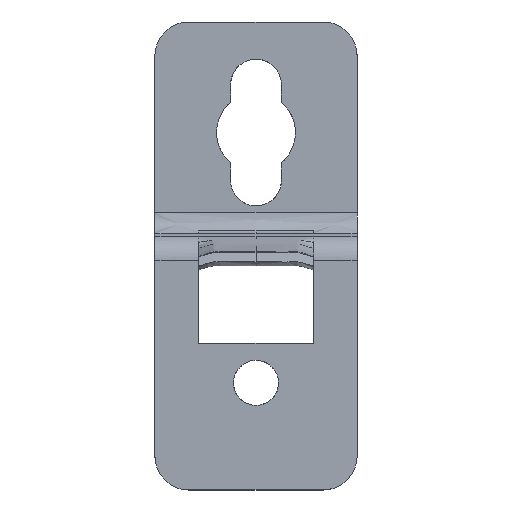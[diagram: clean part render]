
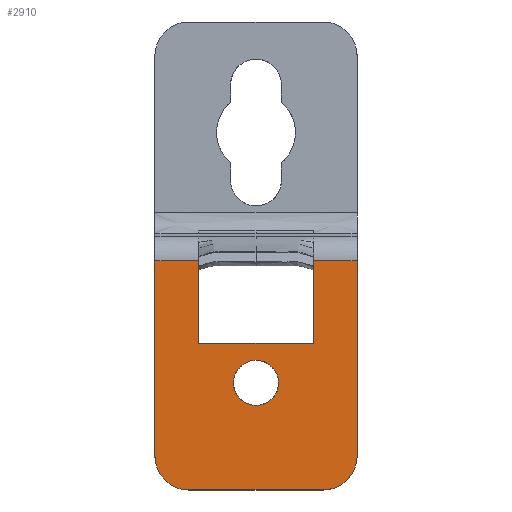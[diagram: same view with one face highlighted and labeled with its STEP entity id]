
A CAD part, top view. The second image highlights one B-rep face of the part: STEP entity #2910.
In plain terms, the highlighted free-form (B-spline) face has degree [1, 1] with [2, 2] control points.
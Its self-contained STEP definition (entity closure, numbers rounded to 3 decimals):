
#664=CARTESIAN_POINT('V13',(0.,-40.4,
   10.));
#665=VERTEX_POINT('V13',#664);
#673=CARTESIAN_POINT('E13',(0.,-40.4,
   10.));
#674=CARTESIAN_POINT('E13',(6.928,-40.4,
   10.));
#675=CARTESIAN_POINT('E13',(3.464,-46.4,
   10.));
#676=CARTESIAN_POINT('E13',(0.,-52.4,
   10.));
#677=CARTESIAN_POINT('E13',(-3.464,-46.4,
   10.));
#678=CARTESIAN_POINT('E13',(-6.928,-40.4,
   10.));
#679=CARTESIAN_POINT('E13',(0.,-40.4,
   10.));
#687=(BOUNDED_CURVE()B_SPLINE_CURVE(2,(#673,#674,#675,#676,#677,
   #678,#679),.CIRCULAR_ARC.,.T.,.U.)B_SPLINE_CURVE_WITH_KNOTS((3,
   2,2,3),(0.0,4.619,9.238,
   13.856),.UNSPECIFIED.)CURVE()
   GEOMETRIC_REPRESENTATION_ITEM()RATIONAL_B_SPLINE_CURVE((1.0,
   0.5,1.0,0.5,1.0,0.5,1.0)
   )REPRESENTATION_ITEM('E13'));
#688=EDGE_CURVE('E13',#665,#665,#687,.T.);
#727=CARTESIAN_POINT('V8',(-10.175,-22.991,
   10.0));
#728=VERTEX_POINT('V8',#727);
#735=CARTESIAN_POINT('V7',(-10.175,-37.4,
   10.));
#736=VERTEX_POINT('V7',#735);
#737=CARTESIAN_POINT('E7',(-10.175,-37.4,
   10.));
#738=CARTESIAN_POINT('E7',(-10.175,-22.991,
   10.0));
#739=B_SPLINE_CURVE_WITH_KNOTS('E7',1,(#737,#738),.POLYLINE_FORM.,
   .F.,.U.,(2,2),(3.355,5.214),
   .UNSPECIFIED.);
#740=EDGE_CURVE('E7',#736,#728,#739,.T.);
#777=CARTESIAN_POINT('V6',(10.175,-37.4,
   10.));
#778=VERTEX_POINT('V6',#777);
#792=CARTESIAN_POINT('E6',(10.175,-37.4,
   10.));
#793=CARTESIAN_POINT('E6',(-10.175,-37.4,
   10.));
#794=QUASI_UNIFORM_CURVE('E6',1,(#792,#793),.POLYLINE_FORM.,.F.,.U.
   );
#795=EDGE_CURVE('E6',#778,#736,#794,.T.);
#828=CARTESIAN_POINT('V5',(10.175,-22.991,
   10.0));
#829=VERTEX_POINT('V5',#828);
#830=CARTESIAN_POINT('E5',(10.175,-22.991,
   10.0));
#831=CARTESIAN_POINT('E5',(10.175,-37.4,
   10.));
#832=B_SPLINE_CURVE_WITH_KNOTS('E5',1,(#830,#831),.POLYLINE_FORM.,
   .F.,.U.,(2,2),(3.355,5.214),
   .UNSPECIFIED.);
#833=EDGE_CURVE('E5',#829,#778,#832,.T.);
#1820=CARTESIAN_POINT('V9',(-10.175,-22.782,
   10.0));
#1821=VERTEX_POINT('V9',#1820);
#1835=CARTESIAN_POINT('E8',(-10.175,-22.991,
   10.0));
#1836=CARTESIAN_POINT('E8',(-10.175,-22.782,
   10.0));
#1837=B_SPLINE_CURVE_WITH_KNOTS('E8',1,(#1835,#1836),.POLYLINE_FORM.,
   .F.,.U.,(2,2),(5.214,5.241),
   .UNSPECIFIED.);
#1838=EDGE_CURVE('E8',#728,#1821,#1837,.T.);
#1880=CARTESIAN_POINT('V10',(-17.925,-22.782,
   10.0));
#1881=VERTEX_POINT('V10',#1880);
#1895=CARTESIAN_POINT('E9',(-10.175,-22.782,
   10.0));
#1896=CARTESIAN_POINT('E9',(-17.925,-22.782,
   10.0));
#1897=QUASI_UNIFORM_CURVE('E9',1,(#1895,#1896),.POLYLINE_FORM.,.F.,
   .U.);
#1898=EDGE_CURVE('E9',#1821,#1881,#1897,.T.);
#2364=CARTESIAN_POINT('V1',(11.925,-63.4,
   10.));
#2365=VERTEX_POINT('V1',#2364);
#2371=CARTESIAN_POINT('V12',(-11.925,-63.4,
   10.));
#2372=VERTEX_POINT('V12',#2371);
#2373=CARTESIAN_POINT('E12',(11.925,-63.4,
   10.));
#2374=CARTESIAN_POINT('E12',(-11.925,-63.4,
   10.));
#2375=QUASI_UNIFORM_CURVE('E12',1,(#2373,#2374),.POLYLINE_FORM.,.F.,
   .U.);
#2376=EDGE_CURVE('E12',#2365,#2372,#2375,.T.);
#2464=CARTESIAN_POINT('V11',(-17.925,-57.4,
   10.));
#2465=VERTEX_POINT('V11',#2464);
#2466=CARTESIAN_POINT('E11',(-17.925,-57.4,
   10.));
#2467=CARTESIAN_POINT('E11',(-17.925,-63.4,
   10.));
#2468=CARTESIAN_POINT('E11',(-11.925,-63.4,
   10.));
#2476=(BOUNDED_CURVE()B_SPLINE_CURVE(2,(#2466,#2467,#2468),
   .CIRCULAR_ARC.,.F.,.U.)B_SPLINE_CURVE_WITH_KNOTS((3,3),(0.0,
   3.77),.UNSPECIFIED.)CURVE()
   GEOMETRIC_REPRESENTATION_ITEM()RATIONAL_B_SPLINE_CURVE((1.0,
   0.707,1.0))REPRESENTATION_ITEM('E11'));
#2477=EDGE_CURVE('E11',#2465,#2372,#2476,.T.);
#2495=CARTESIAN_POINT('E10',(-17.925,-22.782,
   10.0));
#2496=CARTESIAN_POINT('E10',(-17.925,-57.4,
   10.));
#2497=B_SPLINE_CURVE_WITH_KNOTS('E10',1,(#2495,#2496),
   .POLYLINE_FORM.,.F.,.U.,(2,2),(0.0,4.467),
   .UNSPECIFIED.);
#2498=EDGE_CURVE('E10',#1881,#2465,#2497,.T.);
#2800=CARTESIAN_POINT('V4',(10.175,-22.782,
   10.0));
#2801=VERTEX_POINT('V4',#2800);
#2802=CARTESIAN_POINT('E4',(10.175,-22.782,
   10.0));
#2803=CARTESIAN_POINT('E4',(10.175,-22.991,
   10.0));
#2804=B_SPLINE_CURVE_WITH_KNOTS('E4',1,(#2802,#2803),.POLYLINE_FORM.,
   .F.,.U.,(2,2),(5.214,5.241),
   .UNSPECIFIED.);
#2805=EDGE_CURVE('E4',#2801,#829,#2804,.T.);
#2844=CARTESIAN_POINT('V3',(17.925,-22.782,
   10.0));
#2845=VERTEX_POINT('V3',#2844);
#2846=CARTESIAN_POINT('E3',(17.925,-22.782,
   10.0));
#2847=CARTESIAN_POINT('E3',(10.175,-22.782,
   10.0));
#2848=QUASI_UNIFORM_CURVE('E3',1,(#2846,#2847),.POLYLINE_FORM.,.F.,
   .U.);
#2849=EDGE_CURVE('E3',#2845,#2801,#2848,.T.);
#2870=CARTESIAN_POINT('F1',(18.125,-63.6,
   10.));
#2871=CARTESIAN_POINT('F1',(18.125,-22.582,
   10.0));
#2872=CARTESIAN_POINT('F1',(-18.125,-63.6,
   10.));
#2873=CARTESIAN_POINT('F1',(-18.125,-22.582,
   10.0));
#2874=B_SPLINE_SURFACE_WITH_KNOTS('F1',1,1,((#2870,#2872),(#2871,
   #2873)),.PLANE_SURF.,.F.,.F.,.U.,(2,2),(2,2),(0.0,
   1.132),(0.0,1.0),.UNSPECIFIED.);
#2875=CARTESIAN_POINT('V2',(17.925,-57.4,
   10.));
#2876=VERTEX_POINT('V2',#2875);
#2877=CARTESIAN_POINT('E1',(11.925,-63.4,
   10.));
#2878=CARTESIAN_POINT('E1',(17.925,-63.4,
   10.));
#2879=CARTESIAN_POINT('E1',(17.925,-57.4,
   10.));
#2887=(BOUNDED_CURVE()B_SPLINE_CURVE(2,(#2877,#2878,#2879),
   .CIRCULAR_ARC.,.F.,.U.)B_SPLINE_CURVE_WITH_KNOTS((3,3),(0.0,
   3.77),.UNSPECIFIED.)CURVE()
   GEOMETRIC_REPRESENTATION_ITEM()RATIONAL_B_SPLINE_CURVE((1.0,
   0.707,1.0))REPRESENTATION_ITEM('E1'));
#2888=EDGE_CURVE('E1',#2365,#2876,#2887,.T.);
#2889=ORIENTED_EDGE('E1',*,*,#2888,.T.);
#2890=CARTESIAN_POINT('E2',(17.925,-57.4,
   10.));
#2891=CARTESIAN_POINT('E2',(17.925,-22.782,
   10.0));
#2892=B_SPLINE_CURVE_WITH_KNOTS('E2',1,(#2890,#2891),.POLYLINE_FORM.,
   .F.,.U.,(2,2),(0.0,4.467),.UNSPECIFIED.);
#2893=EDGE_CURVE('E2',#2876,#2845,#2892,.T.);
#2894=ORIENTED_EDGE('E2',*,*,#2893,.T.);
#2895=ORIENTED_EDGE('E3',*,*,#2849,.T.);
#2896=ORIENTED_EDGE('E4',*,*,#2805,.T.);
#2897=ORIENTED_EDGE('E5',*,*,#833,.T.);
#2898=ORIENTED_EDGE('F48',*,*,#795,.T.);
#2899=ORIENTED_EDGE('E7',*,*,#740,.T.);
#2900=ORIENTED_EDGE('F6',*,*,#1838,.T.);
#2901=ORIENTED_EDGE('F9',*,*,#1898,.T.);
#2902=ORIENTED_EDGE('E10',*,*,#2498,.T.);
#2903=ORIENTED_EDGE('E11',*,*,#2477,.T.);
#2904=ORIENTED_EDGE('E12',*,*,#2376,.F.);
#2905=EDGE_LOOP('F1',(#2889,#2894,#2895,#2896,#2897,#2898,#2899,
   #2900,#2901,#2902,#2903,#2904));
#2906=FACE_OUTER_BOUND('F1',#2905,.T.);
#2907=ORIENTED_EDGE('E13',*,*,#688,.T.);
#2908=EDGE_LOOP('F1',(#2907));
#2909=FACE_BOUND('F1',#2908,.T.);
#2910=ADVANCED_FACE('F1',(#2906,#2909),#2874,.T.);
